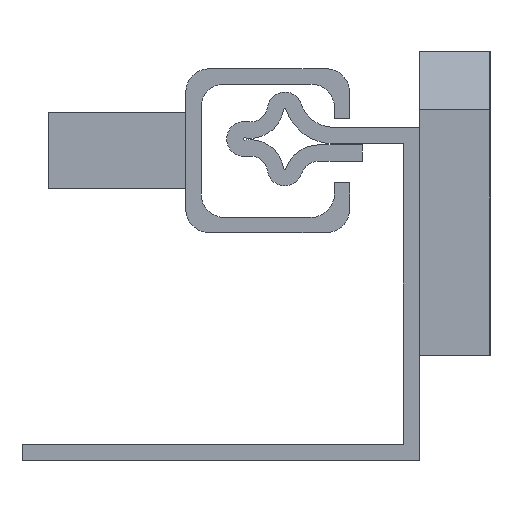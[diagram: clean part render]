
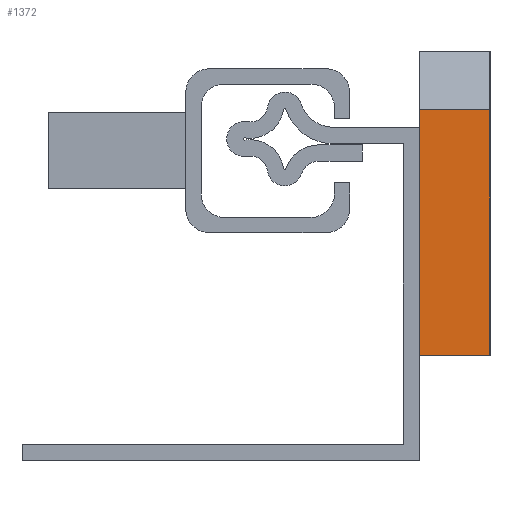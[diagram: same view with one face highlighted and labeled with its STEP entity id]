
A CAD part, left-side view. The second image highlights one B-rep face of the part: STEP entity #1372.
In plain terms, the highlighted planar face has unit normal (-1, 0, 0).
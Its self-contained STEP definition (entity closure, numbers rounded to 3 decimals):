
#59 = VECTOR ( 'NONE', #1606, 1000. ) ;
#356 = DIRECTION ( 'NONE',  ( 1., 0., 0. ) ) ;
#362 = CARTESIAN_POINT ( 'NONE',  ( -87., -8., 6. ) ) ;
#479 = LINE ( 'NONE', #2309, #59 ) ;
#507 = VERTEX_POINT ( 'NONE', #362 ) ;
#558 = ORIENTED_EDGE ( 'NONE', *, *, #4301, .T. ) ;
#624 = CARTESIAN_POINT ( 'NONE',  ( -87., -8., 6. ) ) ;
#722 = FACE_OUTER_BOUND ( 'NONE', #2092, .T. ) ;
#763 = DIRECTION ( 'NONE',  ( 0., 0., -1. ) ) ;
#785 = PLANE ( 'NONE',  #2100 ) ;
#848 = EDGE_CURVE ( 'NONE', #2859, #2291, #1923, .T. ) ;
#1249 = VECTOR ( 'NONE', #3359, 1000. ) ;
#1269 = ORIENTED_EDGE ( 'NONE', *, *, #848, .T. ) ;
#1372 = ADVANCED_FACE ( 'NONE', ( #722 ), #785, .F. ) ;
#1403 = CARTESIAN_POINT ( 'NONE',  ( -87., 13., 6. ) ) ;
#1408 = CARTESIAN_POINT ( 'NONE',  ( -87., 13., 6. ) ) ;
#1537 = ORIENTED_EDGE ( 'NONE', *, *, #3517, .F. ) ;
#1606 = DIRECTION ( 'NONE',  ( 0., -1., 0. ) ) ;
#1737 = VECTOR ( 'NONE', #2275, 1000. ) ;
#1923 = LINE ( 'NONE', #2975, #1249 ) ;
#1931 = CARTESIAN_POINT ( 'NONE',  ( -87., -8., 0. ) ) ;
#2019 = LINE ( 'NONE', #624, #3963 ) ;
#2083 = DIRECTION ( 'NONE',  ( 0., 0., -1. ) ) ;
#2092 = EDGE_LOOP ( 'NONE', ( #1269, #2256, #1537, #558 ) ) ;
#2100 = AXIS2_PLACEMENT_3D ( 'NONE', #1403, #356, #763 ) ;
#2256 = ORIENTED_EDGE ( 'NONE', *, *, #3621, .F. ) ;
#2275 = DIRECTION ( 'NONE',  ( 0., 0., -1. ) ) ;
#2291 = VERTEX_POINT ( 'NONE', #1931 ) ;
#2309 = CARTESIAN_POINT ( 'NONE',  ( -87., 13., 6. ) ) ;
#2859 = VERTEX_POINT ( 'NONE', #3900 ) ;
#2975 = CARTESIAN_POINT ( 'NONE',  ( -87., 13., 0. ) ) ;
#2977 = CARTESIAN_POINT ( 'NONE',  ( -87., 13., 6. ) ) ;
#3030 = LINE ( 'NONE', #2977, #1737 ) ;
#3359 = DIRECTION ( 'NONE',  ( 0., -1., 0. ) ) ;
#3517 = EDGE_CURVE ( 'NONE', #4535, #507, #479, .T. ) ;
#3621 = EDGE_CURVE ( 'NONE', #507, #2291, #2019, .T. ) ;
#3900 = CARTESIAN_POINT ( 'NONE',  ( -87., 13., 0. ) ) ;
#3963 = VECTOR ( 'NONE', #2083, 1000. ) ;
#4301 = EDGE_CURVE ( 'NONE', #4535, #2859, #3030, .T. ) ;
#4535 = VERTEX_POINT ( 'NONE', #1408 ) ;
